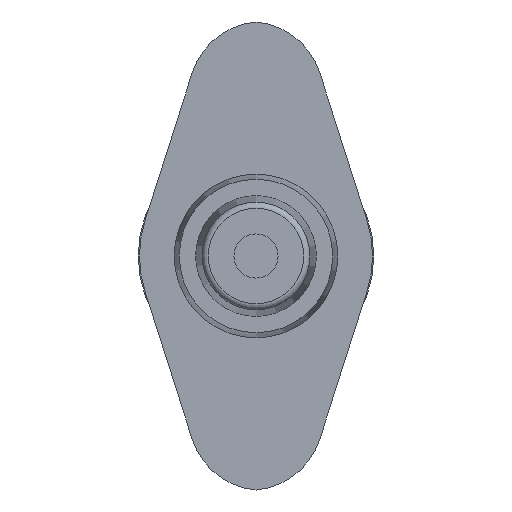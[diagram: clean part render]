
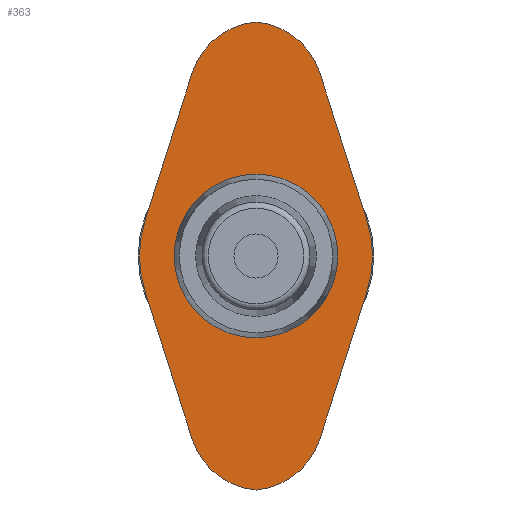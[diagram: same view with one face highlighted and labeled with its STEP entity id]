
A CAD part, left-side view. The second image highlights one B-rep face of the part: STEP entity #363.
In plain terms, the highlighted planar face has unit normal (-1, 0, 0).
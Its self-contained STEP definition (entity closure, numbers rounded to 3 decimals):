
#15=LINE('',#614,#33);
#18=LINE('',#624,#36);
#23=LINE('',#635,#41);
#26=LINE('',#645,#44);
#33=VECTOR('',#496,1000.);
#36=VECTOR('',#507,1000.);
#41=VECTOR('',#514,1000.);
#44=VECTOR('',#525,1000.);
#62=PLANE('',#433);
#114=ORIENTED_EDGE('',*,*,#160,.T.);
#115=ORIENTED_EDGE('',*,*,#175,.T.);
#116=ORIENTED_EDGE('',*,*,#187,.T.);
#117=ORIENTED_EDGE('',*,*,#188,.T.);
#118=ORIENTED_EDGE('',*,*,#170,.F.);
#119=ORIENTED_EDGE('',*,*,#167,.F.);
#120=ORIENTED_EDGE('',*,*,#165,.T.);
#121=ORIENTED_EDGE('',*,*,#189,.T.);
#122=ORIENTED_EDGE('',*,*,#190,.T.);
#123=ORIENTED_EDGE('',*,*,#180,.F.);
#124=ORIENTED_EDGE('',*,*,#177,.F.);
#160=EDGE_CURVE('',#204,#204,#238,.T.);
#165=EDGE_CURVE('',#210,#209,#15,.T.);
#167=EDGE_CURVE('',#210,#211,#241,.T.);
#170=EDGE_CURVE('',#211,#213,#18,.T.);
#175=EDGE_CURVE('',#218,#217,#23,.T.);
#177=EDGE_CURVE('',#218,#219,#243,.T.);
#180=EDGE_CURVE('',#219,#221,#26,.T.);
#187=EDGE_CURVE('',#217,#225,#249,.F.);
#188=EDGE_CURVE('',#225,#213,#250,.F.);
#189=EDGE_CURVE('',#209,#226,#251,.F.);
#190=EDGE_CURVE('',#226,#221,#252,.F.);
#204=VERTEX_POINT('',#602);
#209=VERTEX_POINT('',#613);
#210=VERTEX_POINT('',#615);
#211=VERTEX_POINT('',#619);
#213=VERTEX_POINT('',#625);
#217=VERTEX_POINT('',#634);
#218=VERTEX_POINT('',#636);
#219=VERTEX_POINT('',#640);
#221=VERTEX_POINT('',#646);
#225=VERTEX_POINT('',#659);
#226=VERTEX_POINT('',#662);
#238=CIRCLE('',#414,3.335);
#241=CIRCLE('',#420,4.75);
#243=CIRCLE('',#425,4.75);
#249=CIRCLE('',#434,3.);
#250=CIRCLE('',#435,3.);
#251=CIRCLE('',#436,3.);
#252=CIRCLE('',#437,3.);
#279=EDGE_LOOP('',(#114));
#280=EDGE_LOOP('',(#115,#116,#117,#118,#119,#120,#121,#122,#123,#124));
#319=FACE_BOUND('',#279,.T.);
#320=FACE_BOUND('',#280,.T.);
#363=ADVANCED_FACE('',(#319,#320),#62,.F.);
#414=AXIS2_PLACEMENT_3D('',#601,#484,#485);
#420=AXIS2_PLACEMENT_3D('',#618,#500,#501);
#425=AXIS2_PLACEMENT_3D('',#639,#518,#519);
#433=AXIS2_PLACEMENT_3D('',#657,#538,#539);
#434=AXIS2_PLACEMENT_3D('',#658,#540,#541);
#435=AXIS2_PLACEMENT_3D('',#660,#542,#543);
#436=AXIS2_PLACEMENT_3D('',#661,#544,#545);
#437=AXIS2_PLACEMENT_3D('',#663,#546,#547);
#484=DIRECTION('',(1.,0.,0.));
#485=DIRECTION('',(0.,0.,-1.));
#496=DIRECTION('',(0.,0.304,0.953));
#500=DIRECTION('',(1.,0.,0.));
#501=DIRECTION('',(0.,0.,-1.));
#507=DIRECTION('',(0.,0.304,-0.953));
#514=DIRECTION('',(0.,-0.304,-0.953));
#518=DIRECTION('',(1.,0.,0.));
#519=DIRECTION('',(0.,0.,-1.));
#525=DIRECTION('',(0.,-0.304,0.953));
#538=DIRECTION('',(1.,0.,0.));
#539=DIRECTION('',(0.,1.,0.));
#540=DIRECTION('',(1.,0.,0.));
#541=DIRECTION('',(0.,0.,-1.));
#542=DIRECTION('',(1.,0.,0.));
#543=DIRECTION('',(0.,0.,-1.));
#544=DIRECTION('',(1.,0.,0.));
#545=DIRECTION('',(0.,0.,-1.));
#546=DIRECTION('',(1.,0.,0.));
#547=DIRECTION('',(0.,0.,-1.));
#601=CARTESIAN_POINT('',(63.,0.,0.));
#602=CARTESIAN_POINT('',(63.,0.,-3.335));
#613=CARTESIAN_POINT('',(63.,-2.601,7.463));
#614=CARTESIAN_POINT('',(63.,-3.262,5.395));
#615=CARTESIAN_POINT('',(63.,-4.524,1.446));
#618=CARTESIAN_POINT('',(63.,0.,0.));
#619=CARTESIAN_POINT('',(63.,-4.524,-1.446));
#624=CARTESIAN_POINT('',(63.,-3.262,-5.395));
#625=CARTESIAN_POINT('',(63.,-2.601,-7.463));
#634=CARTESIAN_POINT('',(63.,2.601,-7.463));
#635=CARTESIAN_POINT('',(63.,3.262,-5.395));
#636=CARTESIAN_POINT('',(63.,4.524,-1.446));
#639=CARTESIAN_POINT('',(63.,0.,0.));
#640=CARTESIAN_POINT('',(63.,4.524,1.446));
#645=CARTESIAN_POINT('',(63.,3.262,5.395));
#646=CARTESIAN_POINT('',(63.,2.601,7.463));
#657=CARTESIAN_POINT('',(63.,0.,0.));
#658=CARTESIAN_POINT('',(63.,-0.257,-6.55));
#659=CARTESIAN_POINT('',(63.,0.,-9.539));
#660=CARTESIAN_POINT('',(63.,0.257,-6.55));
#661=CARTESIAN_POINT('',(63.,0.257,6.55));
#662=CARTESIAN_POINT('',(63.,0.,9.539));
#663=CARTESIAN_POINT('',(63.,-0.257,6.55));
